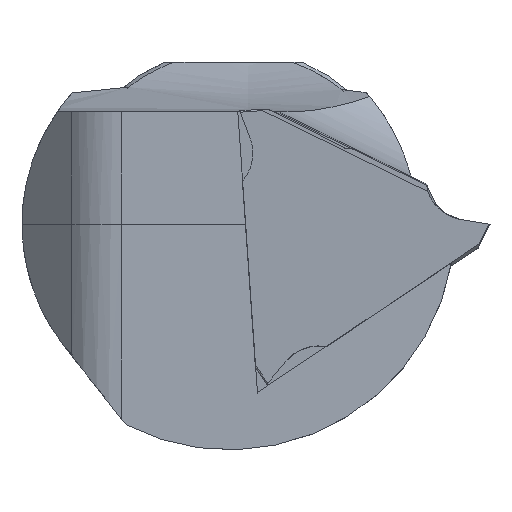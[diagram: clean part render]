
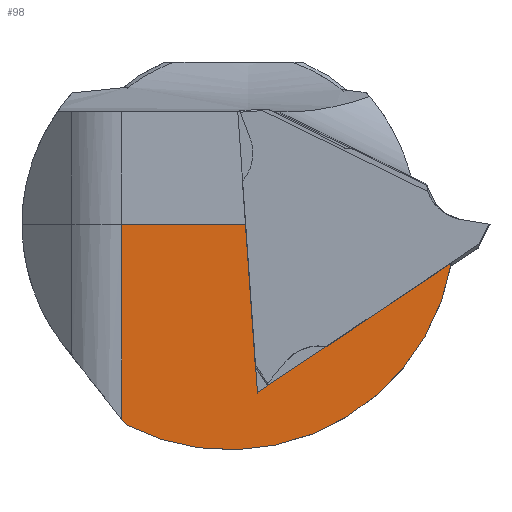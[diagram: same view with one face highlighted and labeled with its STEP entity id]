
A CAD part, left-side view. The second image highlights one B-rep face of the part: STEP entity #98.
In plain terms, the highlighted planar face has unit normal (-1, 0, 0).
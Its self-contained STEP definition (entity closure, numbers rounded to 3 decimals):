
#81=CIRCLE('',#1097,16.);
#98=ADVANCED_FACE('',(#189),#151,.F.);
#151=PLANE('',#1098);
#189=FACE_OUTER_BOUND('',#245,.T.);
#245=EDGE_LOOP('',(#542,#543,#544,#545,#546,#547));
#346=LINE('',#1446,#420);
#349=LINE('',#1460,#423);
#353=LINE('',#1769,#427);
#354=LINE('',#1773,#428);
#355=LINE('',#1774,#429);
#420=VECTOR('',#1175,1.);
#423=VECTOR('',#1184,1.);
#427=VECTOR('',#1212,1.);
#428=VECTOR('',#1215,1.);
#429=VECTOR('',#1216,1.);
#542=ORIENTED_EDGE('',*,*,#942,.T.);
#543=ORIENTED_EDGE('',*,*,#943,.T.);
#544=ORIENTED_EDGE('',*,*,#910,.F.);
#545=ORIENTED_EDGE('',*,*,#944,.F.);
#546=ORIENTED_EDGE('',*,*,#915,.T.);
#547=ORIENTED_EDGE('',*,*,#945,.T.);
#802=VERTEX_POINT('',#1417);
#807=VERTEX_POINT('',#1445);
#812=VERTEX_POINT('',#1461);
#813=VERTEX_POINT('',#1462);
#831=VERTEX_POINT('',#1770);
#832=VERTEX_POINT('',#1771);
#910=EDGE_CURVE('',#807,#802,#346,.T.);
#915=EDGE_CURVE('',#812,#813,#349,.T.);
#942=EDGE_CURVE('',#831,#832,#353,.T.);
#943=EDGE_CURVE('',#832,#802,#81,.T.);
#944=EDGE_CURVE('',#812,#807,#354,.T.);
#945=EDGE_CURVE('',#813,#831,#355,.T.);
#1097=AXIS2_PLACEMENT_3D('',#1772,#1213,#1214);
#1098=AXIS2_PLACEMENT_3D('',#1775,#1217,#1218);
#1175=DIRECTION('',(0.,-0.832,0.555));
#1184=DIRECTION('',(0.,1.,0.));
#1212=DIRECTION('',(0.,-0.619,-0.786));
#1213=DIRECTION('',(-1.,0.,0.));
#1214=DIRECTION('',(0.,1.,0.));
#1215=DIRECTION('',(0.,-0.07,-0.998));
#1216=DIRECTION('',(0.,0.,-1.));
#1217=DIRECTION('',(1.,0.,0.));
#1218=DIRECTION('',(0.,1.,0.));
#1417=CARTESIAN_POINT('',(0.4,-15.469,-2.739));
#1445=CARTESIAN_POINT('',(0.4,-1.705,-11.921));
#1446=CARTESIAN_POINT('',(0.4,-145.709,84.148));
#1460=CARTESIAN_POINT('',(0.4,-18.203,0.));
#1461=CARTESIAN_POINT('',(0.4,-0.869,0.));
#1462=CARTESIAN_POINT('',(0.4,7.929,0.));
#1769=CARTESIAN_POINT('',(0.4,138.444,151.945));
#1770=CARTESIAN_POINT('',(0.4,7.929,-13.831));
#1771=CARTESIAN_POINT('',(0.4,7.618,-14.226));
#1772=CARTESIAN_POINT('',(0.4,0.295,0.));
#1773=CARTESIAN_POINT('',(0.4,18.257,272.716));
#1774=CARTESIAN_POINT('',(0.4,7.929,275.273));
#1775=CARTESIAN_POINT('',(0.4,-18.203,275.273));
